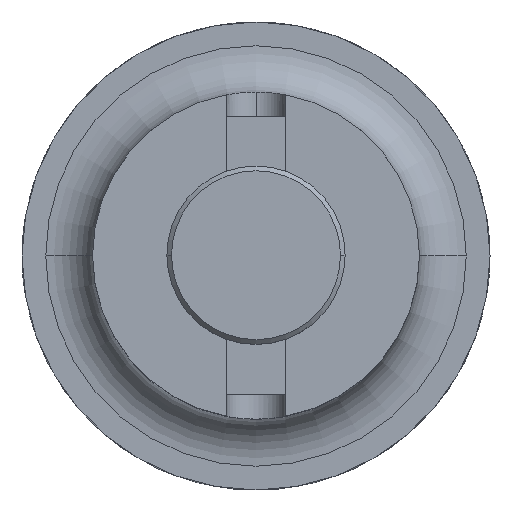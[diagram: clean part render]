
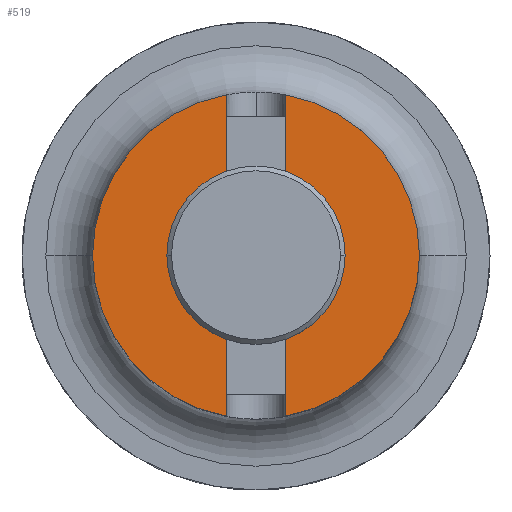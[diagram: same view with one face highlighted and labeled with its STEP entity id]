
A CAD part, top view. The second image highlights one B-rep face of the part: STEP entity #519.
In plain terms, the highlighted planar face has unit normal (0, 0, 1).
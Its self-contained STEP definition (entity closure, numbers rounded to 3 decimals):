
#26 = FACE_OUTER_BOUND ( 'NONE', #1502, .T. ) ;
#52 = VECTOR ( 'NONE', #2077, 1000. ) ;
#95 = EDGE_CURVE ( 'NONE', #1543, #839, #1603, .T. ) ;
#98 = ORIENTED_EDGE ( 'NONE', *, *, #151, .F. ) ;
#99 = VERTEX_POINT ( 'NONE', #1733 ) ;
#101 = CARTESIAN_POINT ( 'NONE',  ( -6.35, 17., 101.6 ) ) ;
#102 = DIRECTION ( 'NONE',  ( 0., 0., -1. ) ) ;
#151 = EDGE_CURVE ( 'NONE', #2374, #1095, #2501, .T. ) ;
#156 = DIRECTION ( 'NONE',  ( 0., 0., -1. ) ) ;
#249 = CARTESIAN_POINT ( 'NONE',  ( 6.35, 34.925, 101.6 ) ) ;
#259 = DIRECTION ( 'NONE',  ( 0., 1., 0. ) ) ;
#303 = VERTEX_POINT ( 'NONE', #1254 ) ;
#310 = LINE ( 'NONE', #2305, #2519 ) ;
#312 = VERTEX_POINT ( 'NONE', #1676 ) ;
#340 = ORIENTED_EDGE ( 'NONE', *, *, #356, .F. ) ;
#356 = EDGE_CURVE ( 'NONE', #303, #2374, #1246, .T. ) ;
#417 = PLANE ( 'NONE',  #2124 ) ;
#425 = CIRCLE ( 'NONE', #621, 15.875 ) ;
#467 = DIRECTION ( 'NONE',  ( 0., 0., -1. ) ) ;
#519 = ADVANCED_FACE ( 'NONE', ( #26, #1979 ), #417, .F. ) ;
#540 = VECTOR ( 'NONE', #1297, 1000. ) ;
#570 = CIRCLE ( 'NONE', #1075, 34.925 ) ;
#583 = CIRCLE ( 'NONE', #2444, 34.925 ) ;
#606 = CIRCLE ( 'NONE', #1365, 34.925 ) ;
#621 = AXIS2_PLACEMENT_3D ( 'NONE', #883, #467, #2450 ) ;
#632 = AXIS2_PLACEMENT_3D ( 'NONE', #1762, #2355, #2168 ) ;
#643 = ORIENTED_EDGE ( 'NONE', *, *, #926, .F. ) ;
#654 = VERTEX_POINT ( 'NONE', #1359 ) ;
#677 = CARTESIAN_POINT ( 'NONE',  ( 0., 17., 101.6 ) ) ;
#686 = CARTESIAN_POINT ( 'NONE',  ( -6.35, 34.925, 101.6 ) ) ;
#706 = VECTOR ( 'NONE', #2365, 1000. ) ;
#729 = DIRECTION ( 'NONE',  ( 0., 0., -1. ) ) ;
#804 = ORIENTED_EDGE ( 'NONE', *, *, #834, .T. ) ;
#807 = DIRECTION ( 'NONE',  ( 0., 0., -1. ) ) ;
#834 = EDGE_CURVE ( 'NONE', #303, #839, #850, .T. ) ;
#839 = VERTEX_POINT ( 'NONE', #101 ) ;
#840 = DIRECTION ( 'NONE',  ( 0., 1., 0. ) ) ;
#843 = CARTESIAN_POINT ( 'NONE',  ( -6.35, 34.343, 101.6 ) ) ;
#850 = LINE ( 'NONE', #677, #52 ) ;
#883 = CARTESIAN_POINT ( 'NONE',  ( 0., 0., 101.6 ) ) ;
#891 = DIRECTION ( 'NONE',  ( -1., 0., 0. ) ) ;
#899 = LINE ( 'NONE', #1501, #706 ) ;
#926 = EDGE_CURVE ( 'NONE', #1095, #1396, #570, .T. ) ;
#928 = ORIENTED_EDGE ( 'NONE', *, *, #1742, .F. ) ;
#979 = CARTESIAN_POINT ( 'NONE',  ( -15.875, 0., 101.6 ) ) ;
#1019 = CARTESIAN_POINT ( 'NONE',  ( 34.925, 0., 101.6 ) ) ;
#1075 = AXIS2_PLACEMENT_3D ( 'NONE', #1129, #1697, #891 ) ;
#1095 = VERTEX_POINT ( 'NONE', #1019 ) ;
#1096 = ORIENTED_EDGE ( 'NONE', *, *, #1144, .T. ) ;
#1108 = EDGE_CURVE ( 'NONE', #1356, #99, #425, .T. ) ;
#1116 = CARTESIAN_POINT ( 'NONE',  ( 6.35, -17., 101.6 ) ) ;
#1118 = LINE ( 'NONE', #686, #2115 ) ;
#1129 = CARTESIAN_POINT ( 'NONE',  ( 0., 0., 101.6 ) ) ;
#1144 = EDGE_CURVE ( 'NONE', #312, #654, #1118, .T. ) ;
#1155 = CARTESIAN_POINT ( 'NONE',  ( 0., 0., 101.6 ) ) ;
#1246 = LINE ( 'NONE', #249, #2503 ) ;
#1254 = CARTESIAN_POINT ( 'NONE',  ( 6.35, 17., 101.6 ) ) ;
#1268 = AXIS2_PLACEMENT_3D ( 'NONE', #1283, #102, #1688 ) ;
#1283 = CARTESIAN_POINT ( 'NONE',  ( 0., 0., 101.6 ) ) ;
#1297 = DIRECTION ( 'NONE',  ( 0., -1., 0. ) ) ;
#1310 = CARTESIAN_POINT ( 'NONE',  ( -6.35, 34.925, 101.6 ) ) ;
#1356 = VERTEX_POINT ( 'NONE', #979 ) ;
#1359 = CARTESIAN_POINT ( 'NONE',  ( -6.35, -17., 101.6 ) ) ;
#1362 = ORIENTED_EDGE ( 'NONE', *, *, #1635, .T. ) ;
#1365 = AXIS2_PLACEMENT_3D ( 'NONE', #1521, #729, #2110 ) ;
#1396 = VERTEX_POINT ( 'NONE', #2161 ) ;
#1501 = CARTESIAN_POINT ( 'NONE',  ( 6.35, 34.925, 101.6 ) ) ;
#1502 = EDGE_LOOP ( 'NONE', ( #1943, #1096, #1362, #1759, #643, #98, #340, #804, #1949, #928 ) ) ;
#1521 = CARTESIAN_POINT ( 'NONE',  ( 0., 0., 101.6 ) ) ;
#1543 = VERTEX_POINT ( 'NONE', #843 ) ;
#1553 = ORIENTED_EDGE ( 'NONE', *, *, #1108, .T. ) ;
#1554 = DIRECTION ( 'NONE',  ( -1., 0., 0. ) ) ;
#1557 = CIRCLE ( 'NONE', #1268, 15.875 ) ;
#1603 = LINE ( 'NONE', #1310, #540 ) ;
#1635 = EDGE_CURVE ( 'NONE', #654, #2140, #310, .T. ) ;
#1676 = CARTESIAN_POINT ( 'NONE',  ( -6.35, -34.343, 101.6 ) ) ;
#1688 = DIRECTION ( 'NONE',  ( -1., 0., 0. ) ) ;
#1697 = DIRECTION ( 'NONE',  ( 0., 0., -1. ) ) ;
#1733 = CARTESIAN_POINT ( 'NONE',  ( 15.875, 0., 101.6 ) ) ;
#1742 = EDGE_CURVE ( 'NONE', #2479, #1543, #606, .T. ) ;
#1749 = ORIENTED_EDGE ( 'NONE', *, *, #2075, .T. ) ;
#1759 = ORIENTED_EDGE ( 'NONE', *, *, #2175, .T. ) ;
#1762 = CARTESIAN_POINT ( 'NONE',  ( 0., 0., 101.6 ) ) ;
#1863 = EDGE_CURVE ( 'NONE', #312, #2479, #583, .T. ) ;
#1943 = ORIENTED_EDGE ( 'NONE', *, *, #1863, .F. ) ;
#1949 = ORIENTED_EDGE ( 'NONE', *, *, #95, .F. ) ;
#1979 = FACE_BOUND ( 'NONE', #2247, .T. ) ;
#1996 = CARTESIAN_POINT ( 'NONE',  ( 0., 34.925, 101.6 ) ) ;
#2075 = EDGE_CURVE ( 'NONE', #99, #1356, #1557, .T. ) ;
#2077 = DIRECTION ( 'NONE',  ( -1., 0., 0. ) ) ;
#2110 = DIRECTION ( 'NONE',  ( -1., 0., 0. ) ) ;
#2115 = VECTOR ( 'NONE', #259, 1000. ) ;
#2124 = AXIS2_PLACEMENT_3D ( 'NONE', #1996, #807, #2408 ) ;
#2140 = VERTEX_POINT ( 'NONE', #1116 ) ;
#2160 = CARTESIAN_POINT ( 'NONE',  ( 6.35, 34.343, 101.6 ) ) ;
#2161 = CARTESIAN_POINT ( 'NONE',  ( 6.35, -34.343, 101.6 ) ) ;
#2168 = DIRECTION ( 'NONE',  ( -1., 0., 0. ) ) ;
#2175 = EDGE_CURVE ( 'NONE', #2140, #1396, #899, .T. ) ;
#2247 = EDGE_LOOP ( 'NONE', ( #1553, #1749 ) ) ;
#2261 = DIRECTION ( 'NONE',  ( 1., 0., 0. ) ) ;
#2305 = CARTESIAN_POINT ( 'NONE',  ( 0., -17., 101.6 ) ) ;
#2355 = DIRECTION ( 'NONE',  ( 0., 0., -1. ) ) ;
#2365 = DIRECTION ( 'NONE',  ( 0., -1., 0. ) ) ;
#2374 = VERTEX_POINT ( 'NONE', #2160 ) ;
#2408 = DIRECTION ( 'NONE',  ( -1., 0., 0. ) ) ;
#2435 = CARTESIAN_POINT ( 'NONE',  ( -34.925, 0., 101.6 ) ) ;
#2444 = AXIS2_PLACEMENT_3D ( 'NONE', #1155, #156, #1554 ) ;
#2450 = DIRECTION ( 'NONE',  ( -1., 0., 0. ) ) ;
#2479 = VERTEX_POINT ( 'NONE', #2435 ) ;
#2501 = CIRCLE ( 'NONE', #632, 34.925 ) ;
#2503 = VECTOR ( 'NONE', #840, 1000. ) ;
#2519 = VECTOR ( 'NONE', #2261, 1000. ) ;
